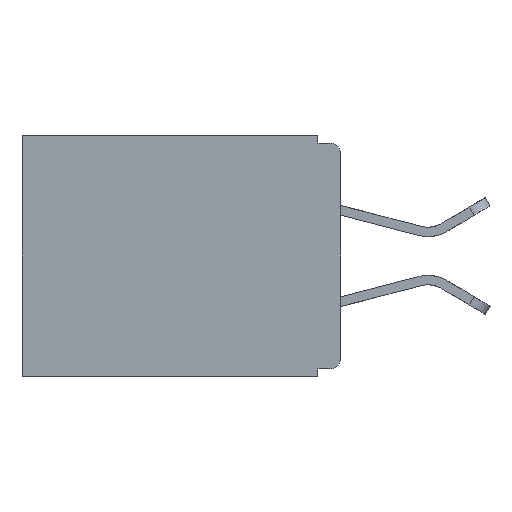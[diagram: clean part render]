
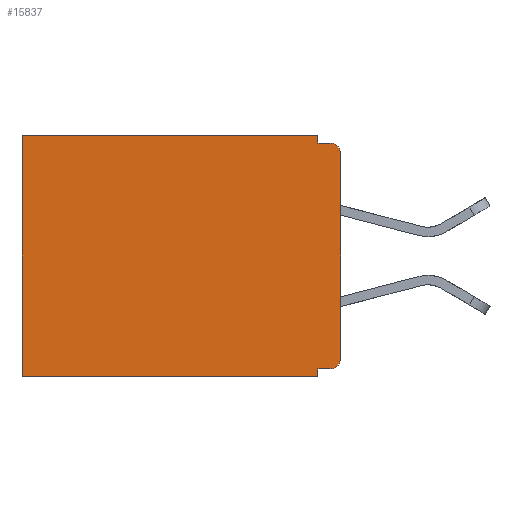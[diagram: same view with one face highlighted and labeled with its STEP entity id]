
A CAD part, left-side view. The second image highlights one B-rep face of the part: STEP entity #15837.
In plain terms, the highlighted planar face has unit normal (-1, 0, 0).
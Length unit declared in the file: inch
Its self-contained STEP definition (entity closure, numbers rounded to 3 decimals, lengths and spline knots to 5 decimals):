
#189 = ORIENTED_EDGE ( 'NONE', *, *, #11691, .F. ) ;
#228 = DIRECTION ( 'NONE',  ( 0., 1., 0. ) ) ;
#349 = ORIENTED_EDGE ( 'NONE', *, *, #4176, .T. ) ;
#515 = LINE ( 'NONE', #9277, #11683 ) ;
#755 = ORIENTED_EDGE ( 'NONE', *, *, #10749, .F. ) ;
#1003 = ORIENTED_EDGE ( 'NONE', *, *, #10004, .T. ) ;
#1154 = CARTESIAN_POINT ( 'NONE',  ( 0.3, 0.437, -0.33 ) ) ;
#1351 = VECTOR ( 'NONE', #4159, 39.37008 ) ;
#1511 = ORIENTED_EDGE ( 'NONE', *, *, #10174, .F. ) ;
#1611 = VECTOR ( 'NONE', #10620, 39.37008 ) ;
#1649 = ORIENTED_EDGE ( 'NONE', *, *, #17324, .F. ) ;
#1694 = CARTESIAN_POINT ( 'NONE',  ( 0.3, 0.015, -0.32 ) ) ;
#1872 = CARTESIAN_POINT ( 'NONE',  ( 0.3, 0., -0.33 ) ) ;
#2672 = DIRECTION ( 'NONE',  ( -1., 0., 0. ) ) ;
#2944 = CARTESIAN_POINT ( 'NONE',  ( 0.3, 0.031, 0. ) ) ;
#3038 = DIRECTION ( 'NONE',  ( 0., 0., -1. ) ) ;
#3246 = LINE ( 'NONE', #11068, #10614 ) ;
#3543 = VERTEX_POINT ( 'NONE', #9765 ) ;
#3575 = EDGE_CURVE ( 'NONE', #14500, #13402, #17518, .T. ) ;
#3656 = AXIS2_PLACEMENT_3D ( 'NONE', #6421, #15888, #7836 ) ;
#4159 = DIRECTION ( 'NONE',  ( 0., -1., 0. ) ) ;
#4176 = EDGE_CURVE ( 'NONE', #3543, #4201, #7990, .T. ) ;
#4201 = VERTEX_POINT ( 'NONE', #5982 ) ;
#4740 = VERTEX_POINT ( 'NONE', #13595 ) ;
#4985 = VECTOR ( 'NONE', #3038, 39.37008 ) ;
#5639 = AXIS2_PLACEMENT_3D ( 'NONE', #15394, #2672, #13403 ) ;
#5982 = CARTESIAN_POINT ( 'NONE',  ( 0.3, 0.015, -0.01 ) ) ;
#6421 = CARTESIAN_POINT ( 'NONE',  ( 0.3, 0., -0.33 ) ) ;
#7120 = CARTESIAN_POINT ( 'NONE',  ( 0.3, 0.437, 0. ) ) ;
#7153 = EDGE_LOOP ( 'NONE', ( #14156, #349, #189, #755, #7439, #1003, #1511, #8558, #1649, #8626 ) ) ;
#7439 = ORIENTED_EDGE ( 'NONE', *, *, #11322, .T. ) ;
#7836 = DIRECTION ( 'NONE',  ( 0., 0., -1. ) ) ;
#7990 = CIRCLE ( 'NONE', #5639, 0.015 ) ;
#8558 = ORIENTED_EDGE ( 'NONE', *, *, #16483, .F. ) ;
#8626 = ORIENTED_EDGE ( 'NONE', *, *, #3575, .T. ) ;
#8637 = CARTESIAN_POINT ( 'NONE',  ( 0.3, 0.031, -0.01 ) ) ;
#8667 = LINE ( 'NONE', #9335, #1611 ) ;
#8834 = LINE ( 'NONE', #15088, #1351 ) ;
#8895 = CARTESIAN_POINT ( 'NONE',  ( 0.3, 0., 0. ) ) ;
#9073 = VERTEX_POINT ( 'NONE', #8637 ) ;
#9090 = CARTESIAN_POINT ( 'NONE',  ( 0.3, 0.031, -0.33 ) ) ;
#9260 = DIRECTION ( 'NONE',  ( 0., 1., 0. ) ) ;
#9266 = CARTESIAN_POINT ( 'NONE',  ( 0.3, 0., -0.305 ) ) ;
#9277 = CARTESIAN_POINT ( 'NONE',  ( 0.3, 0., -0.33 ) ) ;
#9335 = CARTESIAN_POINT ( 'NONE',  ( 0.3, 0.031, -0.33 ) ) ;
#9472 = VERTEX_POINT ( 'NONE', #16466 ) ;
#9765 = CARTESIAN_POINT ( 'NONE',  ( 0.3, 0., -0.025 ) ) ;
#10004 = EDGE_CURVE ( 'NONE', #10402, #14261, #3246, .T. ) ;
#10121 = LINE ( 'NONE', #8895, #16710 ) ;
#10174 = EDGE_CURVE ( 'NONE', #10200, #14261, #515, .T. ) ;
#10200 = VERTEX_POINT ( 'NONE', #9090 ) ;
#10232 = DIRECTION ( 'NONE',  ( 0., 0., -1. ) ) ;
#10402 = VERTEX_POINT ( 'NONE', #7120 ) ;
#10614 = VECTOR ( 'NONE', #10958, 39.37008 ) ;
#10620 = DIRECTION ( 'NONE',  ( 0., 0., -1. ) ) ;
#10749 = EDGE_CURVE ( 'NONE', #9472, #9073, #15800, .T. ) ;
#10958 = DIRECTION ( 'NONE',  ( 0., 0., -1. ) ) ;
#10972 = LINE ( 'NONE', #12786, #14133 ) ;
#11068 = CARTESIAN_POINT ( 'NONE',  ( 0.3, 0.437, -0.33 ) ) ;
#11322 = EDGE_CURVE ( 'NONE', #9472, #10402, #10121, .T. ) ;
#11496 = LINE ( 'NONE', #1872, #11942 ) ;
#11683 = VECTOR ( 'NONE', #9260, 39.37008 ) ;
#11691 = EDGE_CURVE ( 'NONE', #9073, #4201, #8834, .T. ) ;
#11942 = VECTOR ( 'NONE', #10232, 39.37008 ) ;
#12786 = CARTESIAN_POINT ( 'NONE',  ( 0.3, 0., -0.32 ) ) ;
#13119 = FACE_OUTER_BOUND ( 'NONE', #7153, .T. ) ;
#13402 = VERTEX_POINT ( 'NONE', #9266 ) ;
#13403 = DIRECTION ( 'NONE',  ( 0., 0., -1. ) ) ;
#13595 = CARTESIAN_POINT ( 'NONE',  ( 0.3, 0.031, -0.32 ) ) ;
#13732 = EDGE_CURVE ( 'NONE', #3543, #13402, #11496, .T. ) ;
#14133 = VECTOR ( 'NONE', #228, 39.37008 ) ;
#14156 = ORIENTED_EDGE ( 'NONE', *, *, #13732, .F. ) ;
#14261 = VERTEX_POINT ( 'NONE', #1154 ) ;
#14500 = VERTEX_POINT ( 'NONE', #1694 ) ;
#14604 = PLANE ( 'NONE',  #3656 ) ;
#14765 = DIRECTION ( 'NONE',  ( 0., 0., -1. ) ) ;
#15088 = CARTESIAN_POINT ( 'NONE',  ( 0.3, 0., -0.01 ) ) ;
#15394 = CARTESIAN_POINT ( 'NONE',  ( 0.3, 0.015, -0.025 ) ) ;
#15800 = LINE ( 'NONE', #2944, #4985 ) ;
#15837 = ADVANCED_FACE ( 'NONE', ( #13119 ), #14604, .F. ) ;
#15888 = DIRECTION ( 'NONE',  ( 1., 0., 0. ) ) ;
#16102 = CARTESIAN_POINT ( 'NONE',  ( 0.3, 0.015, -0.305 ) ) ;
#16466 = CARTESIAN_POINT ( 'NONE',  ( 0.3, 0.031, 0. ) ) ;
#16483 = EDGE_CURVE ( 'NONE', #4740, #10200, #8667, .T. ) ;
#16710 = VECTOR ( 'NONE', #16804, 39.37008 ) ;
#16804 = DIRECTION ( 'NONE',  ( 0., 1., 0. ) ) ;
#17084 = DIRECTION ( 'NONE',  ( -1., 0., 0. ) ) ;
#17324 = EDGE_CURVE ( 'NONE', #14500, #4740, #10972, .T. ) ;
#17390 = AXIS2_PLACEMENT_3D ( 'NONE', #16102, #17084, #14765 ) ;
#17518 = CIRCLE ( 'NONE', #17390, 0.015 ) ;
